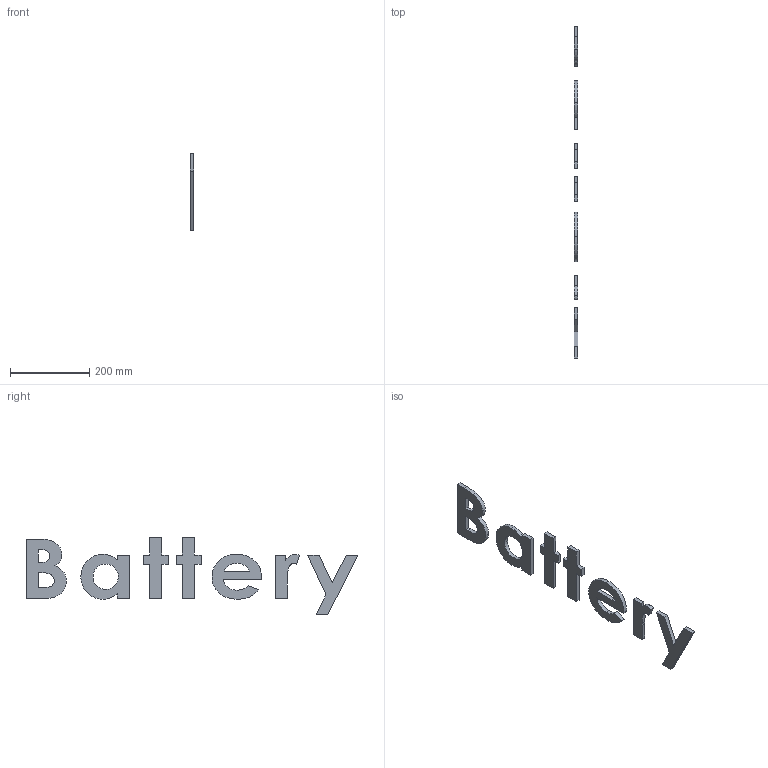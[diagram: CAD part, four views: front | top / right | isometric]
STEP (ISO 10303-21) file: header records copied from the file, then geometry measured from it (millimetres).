
FILE_DESCRIPTION (( 'STEP AP214' ), '1' );
FILE_NAME ('Battery_wording.STEP', '2020-06-25T12:02:00', ( '' ), ( '' ), 'SwSTEP 2.0', 'SolidWorks 2017', '' );
FILE_SCHEMA (( 'AUTOMOTIVE_DESIGN' ));
Length unit declared in the file: millimetre
Products named in the file (1): Battery_wording
Bounding box: 10 x 837.5 x 194.23 mm (x, y, z)
Volume: 504256.1 mm3; surface area: 139565.7 mm2
Topology: 7 solids, 7 shells, 101 faces, 261 edges, 174 vertices
Faces by surface type: plane 71, bspline 30
Entity records: 4651 total; most frequent: CARTESIAN_POINT 2279, ORIENTED_EDGE 522, DIRECTION 345, EDGE_CURVE 261, LINE 201, VECTOR 201, VERTEX_POINT 174, EDGE_LOOP 109
